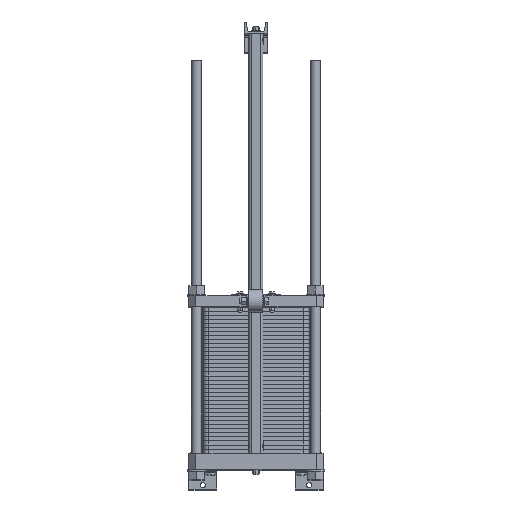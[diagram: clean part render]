
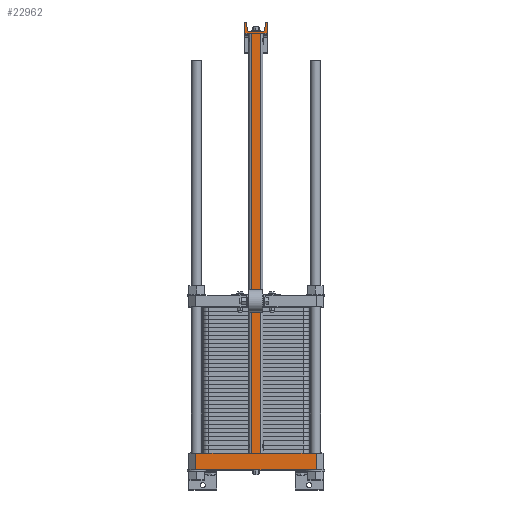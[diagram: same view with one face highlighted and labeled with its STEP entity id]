
A CAD part, top view. The second image highlights one B-rep face of the part: STEP entity #22962.
In plain terms, the highlighted planar face has unit normal (0, 0, 1).
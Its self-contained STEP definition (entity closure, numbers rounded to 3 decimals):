
#4335=FACE_OUTER_BOUND('',#5412,.T.);
#5412=EDGE_LOOP('',(#17882,#17883,#17884,#17885,#17886,#17887,#17888,#17889,
#17890,#17891,#17892,#17893,#17894,#17895,#17896,#17897,#17898,#17899,#17900,
#17901));
#6631=LINE('',#34523,#9213);
#6635=LINE('',#34530,#9217);
#6642=LINE('',#34554,#9224);
#6646=LINE('',#34566,#9228);
#6650=LINE('',#34578,#9232);
#6654=LINE('',#34598,#9236);
#6658=LINE('',#34610,#9240);
#6683=LINE('',#34676,#9265);
#6696=LINE('',#34708,#9278);
#6775=LINE('',#35000,#9357);
#6780=LINE('',#35031,#9362);
#6781=LINE('',#35033,#9363);
#6782=LINE('',#35035,#9364);
#6783=LINE('',#35037,#9365);
#6784=LINE('',#35039,#9366);
#6785=LINE('',#35040,#9367);
#9213=VECTOR('',#26690,10.);
#9217=VECTOR('',#26694,10.);
#9224=VECTOR('',#26711,10.);
#9228=VECTOR('',#26723,10.);
#9232=VECTOR('',#26735,10.);
#9236=VECTOR('',#26755,10.);
#9240=VECTOR('',#26767,10.);
#9265=VECTOR('',#26828,10.);
#9278=VECTOR('',#26865,10.);
#9357=VECTOR('',#27090,10.);
#9362=VECTOR('',#27105,1.);
#9363=VECTOR('',#27106,10.);
#9364=VECTOR('',#27107,10.);
#9365=VECTOR('',#27108,10.);
#9366=VECTOR('',#27109,10.);
#9367=VECTOR('',#27110,10.);
#11805=CIRCLE('',#24005,4.);
#11807=CIRCLE('',#24009,8.);
#11813=CIRCLE('',#24017,8.);
#11815=CIRCLE('',#24021,4.);
#13346=VERTEX_POINT('',#34507);
#13353=VERTEX_POINT('',#34520);
#13354=VERTEX_POINT('',#34522);
#13357=VERTEX_POINT('',#34528);
#13368=VERTEX_POINT('',#34551);
#13369=VERTEX_POINT('',#34553);
#13371=VERTEX_POINT('',#34559);
#13373=VERTEX_POINT('',#34565);
#13375=VERTEX_POINT('',#34571);
#13377=VERTEX_POINT('',#34577);
#13383=VERTEX_POINT('',#34591);
#13385=VERTEX_POINT('',#34597);
#13387=VERTEX_POINT('',#34603);
#13389=VERTEX_POINT('',#34609);
#13495=VERTEX_POINT('',#34999);
#13500=VERTEX_POINT('',#35030);
#13501=VERTEX_POINT('',#35032);
#13502=VERTEX_POINT('',#35034);
#13503=VERTEX_POINT('',#35036);
#13504=VERTEX_POINT('',#35038);
#15034=EDGE_CURVE('',#13354,#13353,#6631,.T.);
#15038=EDGE_CURVE('',#13346,#13357,#6635,.T.);
#15049=EDGE_CURVE('',#13369,#13368,#6642,.T.);
#15052=EDGE_CURVE('',#13371,#13369,#11805,.T.);
#15055=EDGE_CURVE('',#13373,#13371,#6646,.T.);
#15058=EDGE_CURVE('',#13375,#13373,#11807,.T.);
#15061=EDGE_CURVE('',#13377,#13375,#6650,.T.);
#15068=EDGE_CURVE('',#13383,#13377,#11813,.T.);
#15071=EDGE_CURVE('',#13385,#13383,#6654,.T.);
#15074=EDGE_CURVE('',#13387,#13385,#11815,.T.);
#15077=EDGE_CURVE('',#13389,#13387,#6658,.T.);
#15109=EDGE_CURVE('',#13368,#13354,#6683,.T.);
#15125=EDGE_CURVE('',#13357,#13389,#6696,.T.);
#15228=EDGE_CURVE('',#13495,#13346,#6775,.T.);
#15236=EDGE_CURVE('',#13353,#13500,#6780,.T.);
#15237=EDGE_CURVE('',#13500,#13501,#6781,.T.);
#15238=EDGE_CURVE('',#13501,#13502,#6782,.T.);
#15239=EDGE_CURVE('',#13503,#13502,#6783,.T.);
#15240=EDGE_CURVE('',#13504,#13503,#6784,.T.);
#15241=EDGE_CURVE('',#13504,#13495,#6785,.T.);
#17882=ORIENTED_EDGE('',*,*,#15228,.T.);
#17883=ORIENTED_EDGE('',*,*,#15038,.T.);
#17884=ORIENTED_EDGE('',*,*,#15125,.T.);
#17885=ORIENTED_EDGE('',*,*,#15077,.T.);
#17886=ORIENTED_EDGE('',*,*,#15074,.T.);
#17887=ORIENTED_EDGE('',*,*,#15071,.T.);
#17888=ORIENTED_EDGE('',*,*,#15068,.T.);
#17889=ORIENTED_EDGE('',*,*,#15061,.T.);
#17890=ORIENTED_EDGE('',*,*,#15058,.T.);
#17891=ORIENTED_EDGE('',*,*,#15055,.T.);
#17892=ORIENTED_EDGE('',*,*,#15052,.T.);
#17893=ORIENTED_EDGE('',*,*,#15049,.T.);
#17894=ORIENTED_EDGE('',*,*,#15109,.T.);
#17895=ORIENTED_EDGE('',*,*,#15034,.T.);
#17896=ORIENTED_EDGE('',*,*,#15236,.T.);
#17897=ORIENTED_EDGE('',*,*,#15237,.T.);
#17898=ORIENTED_EDGE('',*,*,#15238,.T.);
#17899=ORIENTED_EDGE('',*,*,#15239,.F.);
#17900=ORIENTED_EDGE('',*,*,#15240,.F.);
#17901=ORIENTED_EDGE('',*,*,#15241,.T.);
#22208=PLANE('',#24130);
#22962=ADVANCED_FACE('',(#4335),#22208,.T.);
#24005=AXIS2_PLACEMENT_3D('',#34560,#26717,#26718);
#24009=AXIS2_PLACEMENT_3D('',#34572,#26729,#26730);
#24017=AXIS2_PLACEMENT_3D('',#34592,#26749,#26750);
#24021=AXIS2_PLACEMENT_3D('',#34604,#26761,#26762);
#24130=AXIS2_PLACEMENT_3D('',#35029,#27103,#27104);
#26690=DIRECTION('',(1.,0.,0.));
#26694=DIRECTION('',(1.,0.,0.));
#26711=DIRECTION('',(-1.,0.,0.));
#26717=DIRECTION('center_axis',(0.,0.,1.));
#26718=DIRECTION('ref_axis',(0.996,0.091,0.));
#26723=DIRECTION('',(-0.091,0.996,0.));
#26729=DIRECTION('center_axis',(0.,0.,-1.));
#26730=DIRECTION('ref_axis',(0.996,0.091,0.));
#26735=DIRECTION('',(-1.,0.,0.));
#26749=DIRECTION('center_axis',(0.,0.,-1.));
#26750=DIRECTION('ref_axis',(0.,1.,0.));
#26755=DIRECTION('',(-0.091,-0.996,0.));
#26761=DIRECTION('center_axis',(0.,0.,1.));
#26762=DIRECTION('ref_axis',(0.,1.,0.));
#26767=DIRECTION('',(-1.,0.,0.));
#26828=DIRECTION('',(0.,-1.,0.));
#26865=DIRECTION('',(0.,1.,0.));
#27090=DIRECTION('',(0.,1.,0.));
#27103=DIRECTION('center_axis',(0.,0.,
1.));
#27104=DIRECTION('ref_axis',(-1.,0.,0.));
#27105=DIRECTION('',(0.,-1.,0.));
#27106=DIRECTION('',(-1.,0.,0.));
#27107=DIRECTION('',(0.,-1.,0.));
#27108=DIRECTION('',(-1.,0.,0.));
#27109=DIRECTION('',(0.,-1.,0.));
#27110=DIRECTION('',(-1.,0.,0.));
#34507=CARTESIAN_POINT('',(16.2,1500.,1111.));
#34520=CARTESIAN_POINT('',(-16.2,1500.,1111.));
#34522=CARTESIAN_POINT('',(-40.,1500.,1111.));
#34523=CARTESIAN_POINT('',(-40.,1500.,1111.));
#34528=CARTESIAN_POINT('',(40.,1500.,1111.));
#34530=CARTESIAN_POINT('',(-40.,1500.,1111.));
#34551=CARTESIAN_POINT('',(-40.,1540.,1111.));
#34553=CARTESIAN_POINT('',(-37.45,1540.,1111.));
#34554=CARTESIAN_POINT('',(-37.45,1540.,1111.));
#34559=CARTESIAN_POINT('',(-33.466,1536.366,1111.));
#34560=CARTESIAN_POINT('Origin',(-37.45,1536.,1111.));
#34565=CARTESIAN_POINT('',(-31.347,1513.269,1111.));
#34566=CARTESIAN_POINT('',(-31.347,1513.269,1111.));
#34571=CARTESIAN_POINT('',(-23.381,1506.,1111.));
#34572=CARTESIAN_POINT('Origin',(-23.381,1514.,1111.));
#34577=CARTESIAN_POINT('',(23.381,1506.,1111.));
#34578=CARTESIAN_POINT('',(23.381,1506.,1111.));
#34591=CARTESIAN_POINT('',(31.347,1513.269,1111.));
#34592=CARTESIAN_POINT('Origin',(23.381,1514.,1111.));
#34597=CARTESIAN_POINT('',(33.466,1536.366,1111.));
#34598=CARTESIAN_POINT('',(33.466,1536.366,1111.));
#34603=CARTESIAN_POINT('',(37.45,1540.,1111.));
#34604=CARTESIAN_POINT('Origin',(37.45,1536.,1111.));
#34609=CARTESIAN_POINT('',(40.,1540.,1111.));
#34610=CARTESIAN_POINT('',(40.,1540.,1111.));
#34676=CARTESIAN_POINT('',(-40.,1540.,1111.));
#34708=CARTESIAN_POINT('',(40.,1500.,1111.));
#34999=CARTESIAN_POINT('',(16.2,0.,1111.));
#35000=CARTESIAN_POINT('',(16.2,500.,1111.));
#35029=CARTESIAN_POINT('Origin',(215.,500.,1111.));
#35030=CARTESIAN_POINT('',(-16.2,0.,1111.));
#35031=CARTESIAN_POINT('',(-16.2,1266.,1111.));
#35032=CARTESIAN_POINT('',(-215.,0.,1111.));
#35033=CARTESIAN_POINT('',(215.,0.,1111.));
#35034=CARTESIAN_POINT('',(-215.,-60.,1111.));
#35035=CARTESIAN_POINT('',(-215.,0.,1111.));
#35036=CARTESIAN_POINT('',(215.,-60.,1111.));
#35037=CARTESIAN_POINT('',(215.,-60.,1111.));
#35038=CARTESIAN_POINT('',(215.,0.,1111.));
#35039=CARTESIAN_POINT('',(215.,0.,1111.));
#35040=CARTESIAN_POINT('',(215.,0.,1111.));
